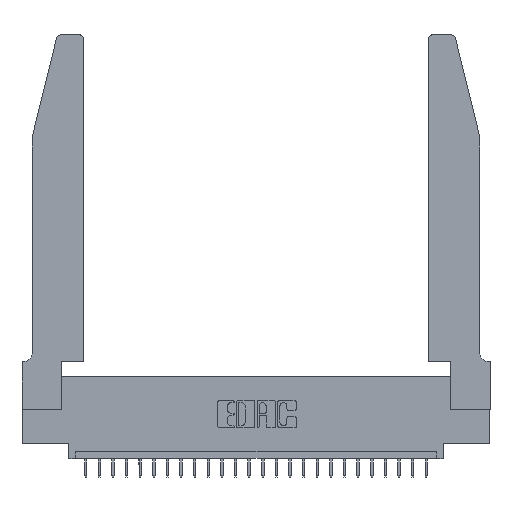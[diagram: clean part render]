
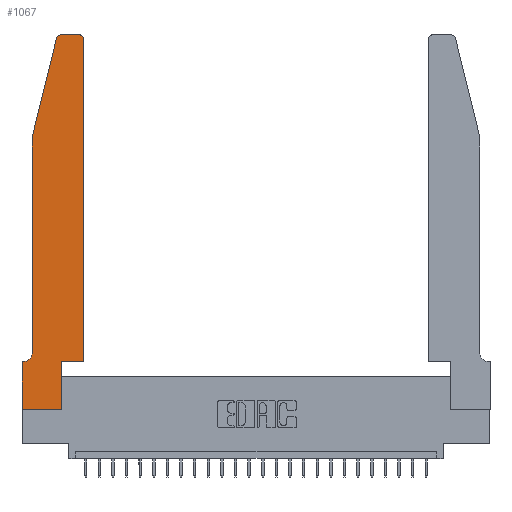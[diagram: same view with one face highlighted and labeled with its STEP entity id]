
A CAD part, top view. The second image highlights one B-rep face of the part: STEP entity #1067.
In plain terms, the highlighted planar face has unit normal (0, 0, 1).
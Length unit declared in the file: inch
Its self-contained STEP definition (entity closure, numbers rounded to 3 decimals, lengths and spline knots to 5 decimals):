
#125 = CARTESIAN_POINT ( 'NONE',  ( 0.2865, 0., 0.37 ) ) ;
#232 = VECTOR ( 'NONE', #25544, 39.37008 ) ;
#1047 = DIRECTION ( 'NONE',  ( 0., -1., 0. ) ) ;
#1067 = ADVANCED_FACE ( 'NONE', ( #6674 ), #2892, .T. ) ;
#1082 = DIRECTION ( 'NONE',  ( 1., 0., 0. ) ) ;
#1690 = VECTOR ( 'NONE', #21598, 39.37008 ) ;
#1860 = ORIENTED_EDGE ( 'NONE', *, *, #23841, .T. ) ;
#2892 = PLANE ( 'NONE',  #15749 ) ;
#2899 = CARTESIAN_POINT ( 'NONE',  ( 0.0055, 0.42, 0.37 ) ) ;
#3547 = CARTESIAN_POINT ( 'NONE',  ( 0.0755, 0.35, 0.37 ) ) ;
#3839 = ORIENTED_EDGE ( 'NONE', *, *, #5370, .T. ) ;
#4630 = CIRCLE ( 'NONE', #16275, 0.03 ) ;
#4964 = ORIENTED_EDGE ( 'NONE', *, *, #14619, .T. ) ;
#4978 = LINE ( 'NONE', #23366, #232 ) ;
#5370 = EDGE_CURVE ( 'NONE', #25598, #14945, #11285, .T. ) ;
#5679 = EDGE_CURVE ( 'NONE', #7776, #22259, #22478, .T. ) ;
#5901 = VERTEX_POINT ( 'NONE', #7620 ) ;
#6674 = FACE_OUTER_BOUND ( 'NONE', #12576, .T. ) ;
#6827 = CARTESIAN_POINT ( 'NONE',  ( 0.4205, 2.72, 0.37 ) ) ;
#6957 = CARTESIAN_POINT ( 'NONE',  ( 0.0755, 0.42, 0.37 ) ) ;
#7086 = CARTESIAN_POINT ( 'NONE',  ( 0.0055, 0.35, 0.37 ) ) ;
#7151 = ORIENTED_EDGE ( 'NONE', *, *, #19867, .T. ) ;
#7180 = DIRECTION ( 'NONE',  ( 1., 0., 0. ) ) ;
#7386 = LINE ( 'NONE', #21824, #12545 ) ;
#7620 = CARTESIAN_POINT ( 'NONE',  ( 0.284, 2.75, 0.37 ) ) ;
#7776 = VERTEX_POINT ( 'NONE', #16109 ) ;
#7782 = VECTOR ( 'NONE', #21636, 39.37008 ) ;
#8469 = EDGE_CURVE ( 'NONE', #25138, #21293, #4978, .T. ) ;
#8525 = VERTEX_POINT ( 'NONE', #8896 ) ;
#8825 = DIRECTION ( 'NONE',  ( 1., 0., 0. ) ) ;
#8896 = CARTESIAN_POINT ( 'NONE',  ( 0.2865, 0.35, 0.37 ) ) ;
#9191 = CARTESIAN_POINT ( 'NONE',  ( 0.284, 2.72, 0.37 ) ) ;
#10835 = ORIENTED_EDGE ( 'NONE', *, *, #26310, .T. ) ;
#10864 = EDGE_CURVE ( 'NONE', #22259, #8525, #22692, .T. ) ;
#10878 = DIRECTION ( 'NONE',  ( 0., 1., 0. ) ) ;
#11111 = DIRECTION ( 'NONE',  ( 1., 0., 0. ) ) ;
#11139 = VECTOR ( 'NONE', #22356, 39.37008 ) ;
#11285 = LINE ( 'NONE', #25504, #14589 ) ;
#11292 = VECTOR ( 'NONE', #1082, 39.37008 ) ;
#11367 = LINE ( 'NONE', #3547, #7782 ) ;
#11605 = LINE ( 'NONE', #15388, #11292 ) ;
#12347 = ORIENTED_EDGE ( 'NONE', *, *, #10864, .T. ) ;
#12505 = VERTEX_POINT ( 'NONE', #7086 ) ;
#12545 = VECTOR ( 'NONE', #18025, 39.37008 ) ;
#12576 = EDGE_LOOP ( 'NONE', ( #1860, #21779, #24895, #4964, #7151, #14130, #14886, #19331, #12347, #10835, #3839, #13108 ) ) ;
#12596 = CARTESIAN_POINT ( 'NONE',  ( 0.4505, 0.35, 0.37 ) ) ;
#12751 = DIRECTION ( 'NONE',  ( -1., 0., 0. ) ) ;
#13108 = ORIENTED_EDGE ( 'NONE', *, *, #19859, .T. ) ;
#13141 = CARTESIAN_POINT ( 'NONE',  ( 0., 0.35, 0.37 ) ) ;
#13731 = LINE ( 'NONE', #24156, #22097 ) ;
#14130 = ORIENTED_EDGE ( 'NONE', *, *, #22838, .T. ) ;
#14589 = VECTOR ( 'NONE', #10878, 39.37008 ) ;
#14619 = EDGE_CURVE ( 'NONE', #21293, #25226, #23796, .T. ) ;
#14886 = ORIENTED_EDGE ( 'NONE', *, *, #26642, .T. ) ;
#14895 = AXIS2_PLACEMENT_3D ( 'NONE', #9191, #19709, #7180 ) ;
#14945 = VERTEX_POINT ( 'NONE', #15629 ) ;
#15041 = DIRECTION ( 'NONE',  ( 0., 0., 1. ) ) ;
#15388 = CARTESIAN_POINT ( 'NONE',  ( 0.4505, 0.35, 0.37 ) ) ;
#15491 = EDGE_CURVE ( 'NONE', #5901, #25138, #15780, .T. ) ;
#15629 = CARTESIAN_POINT ( 'NONE',  ( 0.4505, 2.72, 0.37 ) ) ;
#15749 = AXIS2_PLACEMENT_3D ( 'NONE', #13141, #23712, #11111 ) ;
#15780 = CIRCLE ( 'NONE', #14895, 0.03 ) ;
#16109 = CARTESIAN_POINT ( 'NONE',  ( 0., 0., 0.37 ) ) ;
#16275 = AXIS2_PLACEMENT_3D ( 'NONE', #6827, #15041, #8825 ) ;
#16729 = AXIS2_PLACEMENT_3D ( 'NONE', #2899, #21239, #12751 ) ;
#16838 = VERTEX_POINT ( 'NONE', #18334 ) ;
#17071 = VECTOR ( 'NONE', #21185, 39.37008 ) ;
#17157 = CIRCLE ( 'NONE', #16729, 0.07 ) ;
#18025 = DIRECTION ( 'NONE',  ( -1., 0., 0. ) ) ;
#18334 = CARTESIAN_POINT ( 'NONE',  ( 0., 0.35, 0.37 ) ) ;
#19331 = ORIENTED_EDGE ( 'NONE', *, *, #5679, .T. ) ;
#19336 = VERTEX_POINT ( 'NONE', #24431 ) ;
#19709 = DIRECTION ( 'NONE',  ( 0., 0., 1. ) ) ;
#19859 = EDGE_CURVE ( 'NONE', #14945, #19336, #4630, .T. ) ;
#19867 = EDGE_CURVE ( 'NONE', #25226, #12505, #17157, .T. ) ;
#20433 = CARTESIAN_POINT ( 'NONE',  ( 0.25487, 2.72718, 0.37 ) ) ;
#20559 = CARTESIAN_POINT ( 'NONE',  ( 0., 0., 0.37 ) ) ;
#21185 = DIRECTION ( 'NONE',  ( 0., 1., 0. ) ) ;
#21239 = DIRECTION ( 'NONE',  ( 0., 0., -1. ) ) ;
#21293 = VERTEX_POINT ( 'NONE', #22729 ) ;
#21598 = DIRECTION ( 'NONE',  ( 0., -1., 0. ) ) ;
#21636 = DIRECTION ( 'NONE',  ( -1., 0., 0. ) ) ;
#21779 = ORIENTED_EDGE ( 'NONE', *, *, #15491, .T. ) ;
#21824 = CARTESIAN_POINT ( 'NONE',  ( 0.2605, 2.75, 0.37 ) ) ;
#22097 = VECTOR ( 'NONE', #1047, 39.37008 ) ;
#22259 = VERTEX_POINT ( 'NONE', #125 ) ;
#22356 = DIRECTION ( 'NONE',  ( 1., 0., 0. ) ) ;
#22478 = LINE ( 'NONE', #20559, #11139 ) ;
#22692 = LINE ( 'NONE', #22974, #17071 ) ;
#22729 = CARTESIAN_POINT ( 'NONE',  ( 0.0755, 2., 0.37 ) ) ;
#22838 = EDGE_CURVE ( 'NONE', #12505, #16838, #11367, .T. ) ;
#22974 = CARTESIAN_POINT ( 'NONE',  ( 0.2865, 0.35, 0.37 ) ) ;
#23366 = CARTESIAN_POINT ( 'NONE',  ( 0.0755, 2., 0.37 ) ) ;
#23712 = DIRECTION ( 'NONE',  ( 0., 0., 1. ) ) ;
#23796 = LINE ( 'NONE', #26079, #1690 ) ;
#23841 = EDGE_CURVE ( 'NONE', #19336, #5901, #7386, .T. ) ;
#24156 = CARTESIAN_POINT ( 'NONE',  ( 0., 0., 0.37 ) ) ;
#24431 = CARTESIAN_POINT ( 'NONE',  ( 0.4205, 2.75, 0.37 ) ) ;
#24895 = ORIENTED_EDGE ( 'NONE', *, *, #8469, .T. ) ;
#25138 = VERTEX_POINT ( 'NONE', #20433 ) ;
#25226 = VERTEX_POINT ( 'NONE', #6957 ) ;
#25504 = CARTESIAN_POINT ( 'NONE',  ( 0.4505, 0.35, 0.37 ) ) ;
#25544 = DIRECTION ( 'NONE',  ( -0.239, -0.971, 0. ) ) ;
#25598 = VERTEX_POINT ( 'NONE', #12596 ) ;
#26079 = CARTESIAN_POINT ( 'NONE',  ( 0.0755, 2., 0.37 ) ) ;
#26310 = EDGE_CURVE ( 'NONE', #8525, #25598, #11605, .T. ) ;
#26642 = EDGE_CURVE ( 'NONE', #16838, #7776, #13731, .T. ) ;
